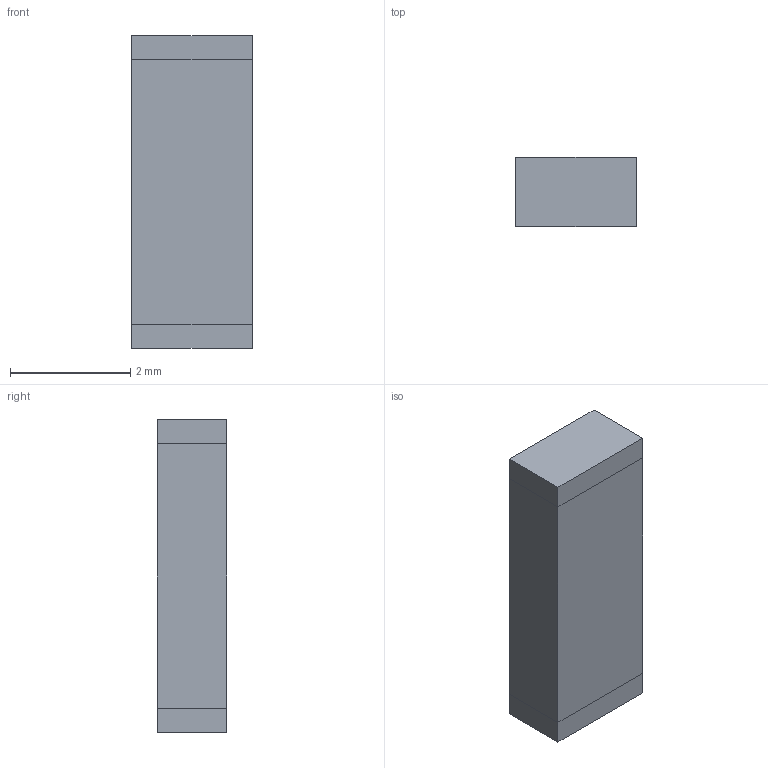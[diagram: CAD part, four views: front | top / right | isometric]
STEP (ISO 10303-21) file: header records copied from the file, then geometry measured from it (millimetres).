
FILE_DESCRIPTION(/* description */ (''),/* implementation_level */ '2;1');
FILE_NAME(/* name */ 'Walsin RFANT5220110A2T v1.step',/* time_stamp */ '2023-01-20T22:36:29+01:00',/* author */ (''),/* organization */ (''),/* preprocessor_version */ 'ST-DEVELOPER v19.2',/* originating_system */ 'Autodesk Translation Framework v11.17.0.187',/* authorisation */ '');
FILE_SCHEMA (('AUTOMOTIVE_DESIGN { 1 0 10303 214 3 1 1 }'));
Length unit declared in the file: millimetre
Products named in the file (1): Walsin RFANT5220110A2T
Bounding box: 2 x 1.15 x 5.2 mm (x, y, z)
Volume: 12 mm3; surface area: 37.4 mm2
Topology: 1 solids, 1 shells, 15 faces, 31 edges, 18 vertices
Faces by surface type: plane 15
Entity records: 433 total; most frequent: CARTESIAN_POINT 65, DIRECTION 63, ORIENTED_EDGE 62, LINE 31, VECTOR 31, EDGE_CURVE 31, VERTEX_POINT 18, AXIS2_PLACEMENT_3D 16
